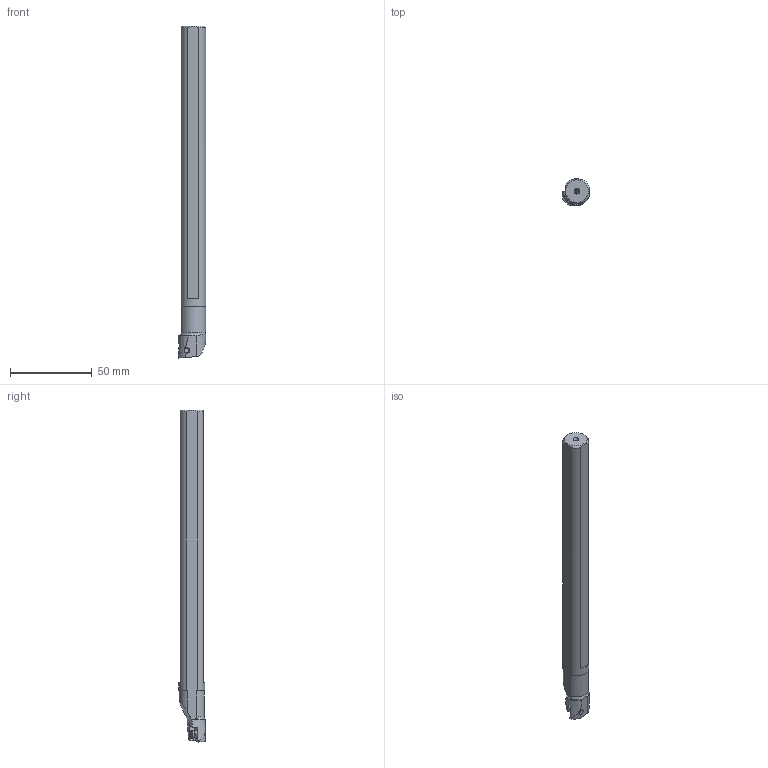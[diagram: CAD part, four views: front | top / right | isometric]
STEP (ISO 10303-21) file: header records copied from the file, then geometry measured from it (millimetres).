
FILE_DESCRIPTION(/* description */ (''),/* implementation_level */ '2;1');
FILE_NAME(/* name */ 'S-SCLCR-103.stp',/* time_stamp */ '2021-11-11T11:49:28+09:00',/* author */ (''),/* organization */ (''),/* preprocessor_version */ 'ST-DEVELOPER v16',/* originating_system */ 'SIEMENS PLM Software NX 10.0',/* authorisation */ '');
FILE_SCHEMA (('AUTOMOTIVE_DESIGN { 1 0 10303 214 3 1 1 1 }'));
Length unit declared in the file: millimetre
Products named in the file (1): S-SCLCR-103_ASM
Bounding box: 17 x 16.14 x 202.63 mm (x, y, z)
Volume: 36215.2 mm3; surface area: 10331.1 mm2
Topology: 2 solids, 2 shells, 77 faces, 227 edges, 154 vertices
Faces by surface type: cylinder 27, plane 25, cone 19, torus 4, sphere 2
Entity records: 3142 total; most frequent: CARTESIAN_POINT 1005, ORIENTED_EDGE 446, DIRECTION 426, EDGE_CURVE 223, AXIS2_PLACEMENT_3D 170, VERTEX_POINT 151, LINE 86, VECTOR 86
